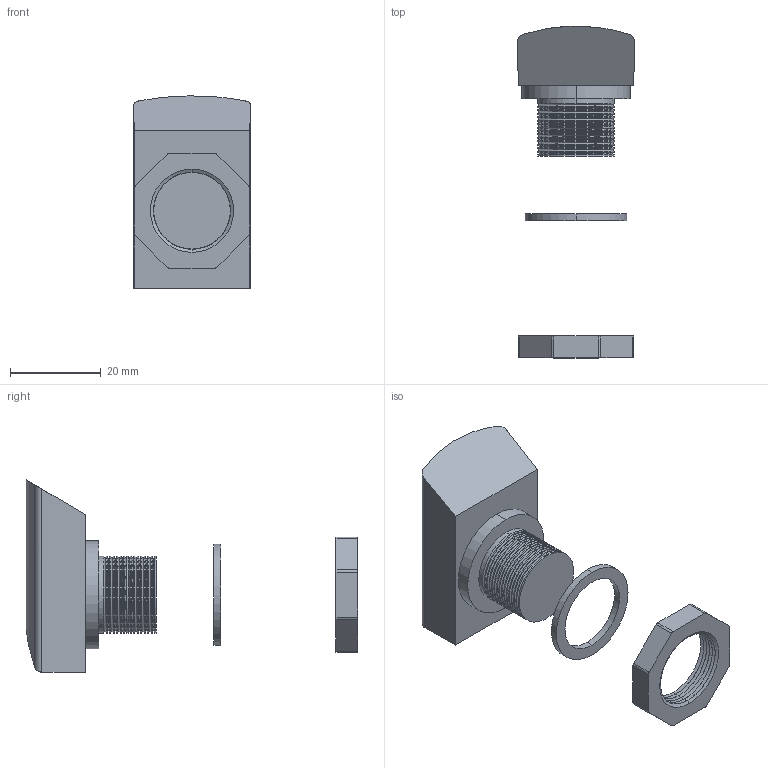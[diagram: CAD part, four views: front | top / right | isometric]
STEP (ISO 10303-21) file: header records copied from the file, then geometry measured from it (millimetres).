
FILE_DESCRIPTION (( 'STEP AP214' ), '1' );
FILE_NAME ('B005T760YE.3D.STP', '2013-09-02T14:32:00', ( '' ), ( '' ), 'SwSTEP 2.0', 'SolidWorks 2012', '' );
FILE_SCHEMA (( 'AUTOMOTIVE_DESIGN' ));
Length unit declared in the file: inch
Products named in the file (1): B005T760YE.3D
Bounding box: 25.81 x 73.15 x 42.41 mm (x, y, z)
Volume: 17691.5 mm3; surface area: 6748.1 mm2
Topology: 3 solids, 3 shells, 167 faces, 355 edges, 196 vertices
Faces by surface type: cone 82, cylinder 61, plane 24
Entity records: 4512 total; most frequent: DIRECTION 843, CARTESIAN_POINT 787, ORIENTED_EDGE 710, EDGE_CURVE 355, AXIS2_PLACEMENT_3D 328, VERTEX_POINT 196, VECTOR 187, LINE 187
